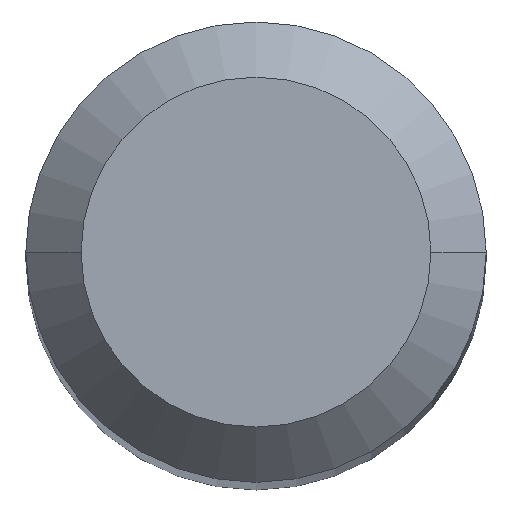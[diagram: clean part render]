
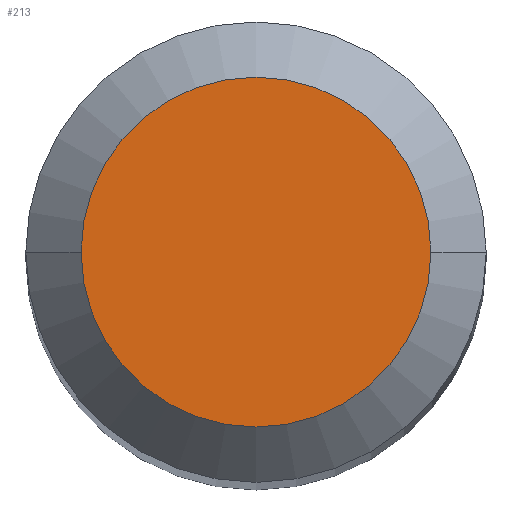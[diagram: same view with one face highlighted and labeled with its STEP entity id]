
A CAD part, top view. The second image highlights one B-rep face of the part: STEP entity #213.
In plain terms, the highlighted planar face has unit normal (0, 0, 1).
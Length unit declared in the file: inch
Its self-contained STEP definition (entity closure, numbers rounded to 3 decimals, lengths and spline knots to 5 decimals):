
#12 = CARTESIAN_POINT ( 'NONE',  ( 0., 0., 1.5 ) ) ;
#31 = VERTEX_POINT ( 'NONE', #108 ) ;
#33 = DIRECTION ( 'NONE',  ( 0., 0., 1. ) ) ;
#36 = CIRCLE ( 'NONE', #75, 0.0475 ) ;
#39 = DIRECTION ( 'NONE',  ( 0., 0., 1. ) ) ;
#42 = DIRECTION ( 'NONE',  ( 1., 0., 0. ) ) ;
#55 = DIRECTION ( 'NONE',  ( 0., 0., 1. ) ) ;
#75 = AXIS2_PLACEMENT_3D ( 'NONE', #284, #33, #136 ) ;
#78 = EDGE_CURVE ( 'NONE', #31, #100, #36, .T. ) ;
#92 = EDGE_CURVE ( 'NONE', #100, #31, #124, .T. ) ;
#100 = VERTEX_POINT ( 'NONE', #316 ) ;
#108 = CARTESIAN_POINT ( 'NONE',  ( 0.0475, 0., 1.5 ) ) ;
#124 = CIRCLE ( 'NONE', #308, 0.0475 ) ;
#136 = DIRECTION ( 'NONE',  ( 1., 0., 0. ) ) ;
#153 = EDGE_LOOP ( 'NONE', ( #241, #167 ) ) ;
#167 = ORIENTED_EDGE ( 'NONE', *, *, #78, .T. ) ;
#184 = CARTESIAN_POINT ( 'NONE',  ( 0., 0., 1.5 ) ) ;
#207 = DIRECTION ( 'NONE',  ( 1., 0., 0. ) ) ;
#208 = FACE_OUTER_BOUND ( 'NONE', #153, .T. ) ;
#213 = ADVANCED_FACE ( 'NONE', ( #208 ), #264, .T. ) ;
#236 = AXIS2_PLACEMENT_3D ( 'NONE', #184, #39, #42 ) ;
#241 = ORIENTED_EDGE ( 'NONE', *, *, #92, .T. ) ;
#264 = PLANE ( 'NONE',  #236 ) ;
#284 = CARTESIAN_POINT ( 'NONE',  ( 0., 0., 1.5 ) ) ;
#308 = AXIS2_PLACEMENT_3D ( 'NONE', #12, #55, #207 ) ;
#316 = CARTESIAN_POINT ( 'NONE',  ( -0.0475, 0., 1.5 ) ) ;
